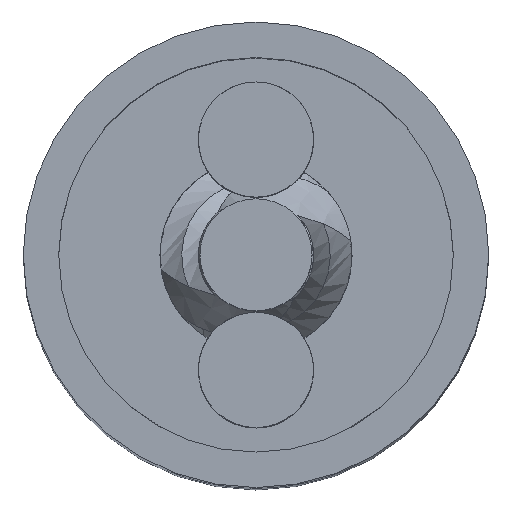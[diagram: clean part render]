
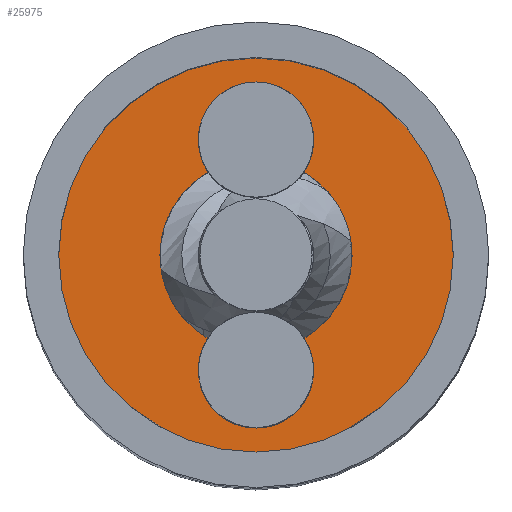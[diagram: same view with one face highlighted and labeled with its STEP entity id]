
A CAD part, top view. The second image highlights one B-rep face of the part: STEP entity #25975.
In plain terms, the highlighted planar face has unit normal (0, 0, 1).
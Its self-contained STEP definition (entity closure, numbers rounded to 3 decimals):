
#25048 = CYLINDRICAL_SURFACE('',#25049,36.5);
#25049 = AXIS2_PLACEMENT_3D('',#25050,#25051,#25052);
#25050 = CARTESIAN_POINT('',(0.,73.,0.));
#25051 = DIRECTION('',(-0.,-0.,-1.));
#25052 = DIRECTION('',(1.,0.,0.));
#25077 = CYLINDRICAL_SURFACE('',#25078,60.833);
#25078 = AXIS2_PLACEMENT_3D('',#25079,#25080,#25081);
#25079 = CARTESIAN_POINT('',(0.,0.,0.));
#25080 = DIRECTION('',(-0.,-0.,-1.));
#25081 = DIRECTION('',(1.,0.,0.));
#25106 = CYLINDRICAL_SURFACE('',#25107,36.5);
#25107 = AXIS2_PLACEMENT_3D('',#25108,#25109,#25110);
#25108 = CARTESIAN_POINT('',(0.,-73.,0.));
#25109 = DIRECTION('',(-0.,-0.,-1.));
#25110 = DIRECTION('',(1.,0.,0.));
#25133 = CYLINDRICAL_SURFACE('',#25134,60.833);
#25134 = AXIS2_PLACEMENT_3D('',#25135,#25136,#25137);
#25135 = CARTESIAN_POINT('',(0.,0.,0.));
#25136 = DIRECTION('',(-0.,-0.,-1.));
#25137 = DIRECTION('',(1.,0.,0.));
#25172 = CYLINDRICAL_SURFACE('',#25173,125.);
#25173 = AXIS2_PLACEMENT_3D('',#25174,#25175,#25176);
#25174 = CARTESIAN_POINT('',(0.,0.,667.));
#25175 = DIRECTION('',(-0.,-0.,-1.));
#25176 = DIRECTION('',(1.,0.,0.));
#25714 = VERTEX_POINT('',#25715);
#25715 = CARTESIAN_POINT('',(30.349,52.722,667.));
#25736 = VERTEX_POINT('',#25737);
#25737 = CARTESIAN_POINT('',(-30.349,52.722,667.));
#25756 = EDGE_CURVE('',#25736,#25714,#25757,.T.);
#25757 = SURFACE_CURVE('',#25758,(#25763,#25770),.PCURVE_S1.);
#25758 = CIRCLE('',#25759,36.5);
#25759 = AXIS2_PLACEMENT_3D('',#25760,#25761,#25762);
#25760 = CARTESIAN_POINT('',(0.,73.,667.));
#25761 = DIRECTION('',(0.,0.,-1.));
#25762 = DIRECTION('',(1.,0.,0.));
#25763 = PCURVE('',#25048,#25764);
#25764 = DEFINITIONAL_REPRESENTATION('',(#25765),#25769);
#25765 = LINE('',#25766,#25767);
#25766 = CARTESIAN_POINT('',(0.,-667.));
#25767 = VECTOR('',#25768,1.);
#25768 = DIRECTION('',(1.,-0.));
#25769 = ( GEOMETRIC_REPRESENTATION_CONTEXT(2) 
PARAMETRIC_REPRESENTATION_CONTEXT() REPRESENTATION_CONTEXT('2D SPACE',''
  ) );
#25770 = PCURVE('',#25771,#25776);
#25771 = PLANE('',#25772);
#25772 = AXIS2_PLACEMENT_3D('',#25773,#25774,#25775);
#25773 = CARTESIAN_POINT('',(0.,0.,667.
    ));
#25774 = DIRECTION('',(0.,0.,1.));
#25775 = DIRECTION('',(1.,0.,-0.));
#25776 = DEFINITIONAL_REPRESENTATION('',(#25777),#25785);
#25777 = ( BOUNDED_CURVE() B_SPLINE_CURVE(2,(#25778,#25779,#25780,#25781
    ,#25782,#25783,#25784),.UNSPECIFIED.,.T.,.F.) 
B_SPLINE_CURVE_WITH_KNOTS((1,2,2,2,2,1),(-2.094,0.,
    2.094,4.189,6.283,8.378),
.UNSPECIFIED.) CURVE() GEOMETRIC_REPRESENTATION_ITEM() 
RATIONAL_B_SPLINE_CURVE((1.,0.5,1.,0.5,1.,0.5,1.)) REPRESENTATION_ITEM(
  '') );
#25778 = CARTESIAN_POINT('',(36.5,73.));
#25779 = CARTESIAN_POINT('',(36.5,9.78));
#25780 = CARTESIAN_POINT('',(-18.25,41.39));
#25781 = CARTESIAN_POINT('',(-73.,73.));
#25782 = CARTESIAN_POINT('',(-18.25,104.61));
#25783 = CARTESIAN_POINT('',(36.5,136.22));
#25784 = CARTESIAN_POINT('',(36.5,73.));
#25785 = ( GEOMETRIC_REPRESENTATION_CONTEXT(2) 
PARAMETRIC_REPRESENTATION_CONTEXT() REPRESENTATION_CONTEXT('2D SPACE',''
  ) );
#25791 = EDGE_CURVE('',#25714,#25792,#25794,.T.);
#25792 = VERTEX_POINT('',#25793);
#25793 = CARTESIAN_POINT('',(30.349,-52.722,667.));
#25794 = SURFACE_CURVE('',#25795,(#25800,#25807),.PCURVE_S1.);
#25795 = CIRCLE('',#25796,60.833);
#25796 = AXIS2_PLACEMENT_3D('',#25797,#25798,#25799);
#25797 = CARTESIAN_POINT('',(0.,0.,667.));
#25798 = DIRECTION('',(0.,0.,-1.));
#25799 = DIRECTION('',(1.,0.,0.));
#25800 = PCURVE('',#25077,#25801);
#25801 = DEFINITIONAL_REPRESENTATION('',(#25802),#25806);
#25802 = LINE('',#25803,#25804);
#25803 = CARTESIAN_POINT('',(-6.283,-667.));
#25804 = VECTOR('',#25805,1.);
#25805 = DIRECTION('',(1.,-0.));
#25806 = ( GEOMETRIC_REPRESENTATION_CONTEXT(2) 
PARAMETRIC_REPRESENTATION_CONTEXT() REPRESENTATION_CONTEXT('2D SPACE',''
  ) );
#25807 = PCURVE('',#25771,#25808);
#25808 = DEFINITIONAL_REPRESENTATION('',(#25809),#25817);
#25809 = ( BOUNDED_CURVE() B_SPLINE_CURVE(2,(#25810,#25811,#25812,#25813
    ,#25814,#25815,#25816),.UNSPECIFIED.,.T.,.F.) 
B_SPLINE_CURVE_WITH_KNOTS((1,2,2,2,2,1),(-2.094,0.,
    2.094,4.189,6.283,8.378),
.UNSPECIFIED.) CURVE() GEOMETRIC_REPRESENTATION_ITEM() 
RATIONAL_B_SPLINE_CURVE((1.,0.5,1.,0.5,1.,0.5,1.)) REPRESENTATION_ITEM(
  '') );
#25810 = CARTESIAN_POINT('',(60.833,0.));
#25811 = CARTESIAN_POINT('',(60.833,-105.366));
#25812 = CARTESIAN_POINT('',(-30.417,-52.683));
#25813 = CARTESIAN_POINT('',(-121.667,0.));
#25814 = CARTESIAN_POINT('',(-30.417,52.683));
#25815 = CARTESIAN_POINT('',(60.833,105.366));
#25816 = CARTESIAN_POINT('',(60.833,0.));
#25817 = ( GEOMETRIC_REPRESENTATION_CONTEXT(2) 
PARAMETRIC_REPRESENTATION_CONTEXT() REPRESENTATION_CONTEXT('2D SPACE',''
  ) );
#25843 = VERTEX_POINT('',#25844);
#25844 = CARTESIAN_POINT('',(-30.349,-52.722,667.));
#25865 = EDGE_CURVE('',#25792,#25843,#25866,.T.);
#25866 = SURFACE_CURVE('',#25867,(#25872,#25879),.PCURVE_S1.);
#25867 = CIRCLE('',#25868,36.5);
#25868 = AXIS2_PLACEMENT_3D('',#25869,#25870,#25871);
#25869 = CARTESIAN_POINT('',(0.,-73.,667.));
#25870 = DIRECTION('',(0.,0.,-1.));
#25871 = DIRECTION('',(1.,0.,0.));
#25872 = PCURVE('',#25106,#25873);
#25873 = DEFINITIONAL_REPRESENTATION('',(#25874),#25878);
#25874 = LINE('',#25875,#25876);
#25875 = CARTESIAN_POINT('',(-6.283,-667.));
#25876 = VECTOR('',#25877,1.);
#25877 = DIRECTION('',(1.,-0.));
#25878 = ( GEOMETRIC_REPRESENTATION_CONTEXT(2) 
PARAMETRIC_REPRESENTATION_CONTEXT() REPRESENTATION_CONTEXT('2D SPACE',''
  ) );
#25879 = PCURVE('',#25771,#25880);
#25880 = DEFINITIONAL_REPRESENTATION('',(#25881),#25889);
#25881 = ( BOUNDED_CURVE() B_SPLINE_CURVE(2,(#25882,#25883,#25884,#25885
    ,#25886,#25887,#25888),.UNSPECIFIED.,.T.,.F.) 
B_SPLINE_CURVE_WITH_KNOTS((1,2,2,2,2,1),(-2.094,0.,
    2.094,4.189,6.283,8.378),
.UNSPECIFIED.) CURVE() GEOMETRIC_REPRESENTATION_ITEM() 
RATIONAL_B_SPLINE_CURVE((1.,0.5,1.,0.5,1.,0.5,1.)) REPRESENTATION_ITEM(
  '') );
#25882 = CARTESIAN_POINT('',(36.5,-73.));
#25883 = CARTESIAN_POINT('',(36.5,-136.22));
#25884 = CARTESIAN_POINT('',(-18.25,-104.61));
#25885 = CARTESIAN_POINT('',(-73.,-73.));
#25886 = CARTESIAN_POINT('',(-18.25,-41.39));
#25887 = CARTESIAN_POINT('',(36.5,-9.78));
#25888 = CARTESIAN_POINT('',(36.5,-73.));
#25889 = ( GEOMETRIC_REPRESENTATION_CONTEXT(2) 
PARAMETRIC_REPRESENTATION_CONTEXT() REPRESENTATION_CONTEXT('2D SPACE',''
  ) );
#25895 = EDGE_CURVE('',#25843,#25736,#25896,.T.);
#25896 = SURFACE_CURVE('',#25897,(#25902,#25909),.PCURVE_S1.);
#25897 = CIRCLE('',#25898,60.833);
#25898 = AXIS2_PLACEMENT_3D('',#25899,#25900,#25901);
#25899 = CARTESIAN_POINT('',(0.,0.,667.));
#25900 = DIRECTION('',(0.,0.,-1.));
#25901 = DIRECTION('',(1.,0.,0.));
#25902 = PCURVE('',#25133,#25903);
#25903 = DEFINITIONAL_REPRESENTATION('',(#25904),#25908);
#25904 = LINE('',#25905,#25906);
#25905 = CARTESIAN_POINT('',(0.,-667.));
#25906 = VECTOR('',#25907,1.);
#25907 = DIRECTION('',(1.,-0.));
#25908 = ( GEOMETRIC_REPRESENTATION_CONTEXT(2) 
PARAMETRIC_REPRESENTATION_CONTEXT() REPRESENTATION_CONTEXT('2D SPACE',''
  ) );
#25909 = PCURVE('',#25771,#25910);
#25910 = DEFINITIONAL_REPRESENTATION('',(#25911),#25919);
#25911 = ( BOUNDED_CURVE() B_SPLINE_CURVE(2,(#25912,#25913,#25914,#25915
    ,#25916,#25917,#25918),.UNSPECIFIED.,.T.,.F.) 
B_SPLINE_CURVE_WITH_KNOTS((1,2,2,2,2,1),(-2.094,0.,
    2.094,4.189,6.283,8.378),
.UNSPECIFIED.) CURVE() GEOMETRIC_REPRESENTATION_ITEM() 
RATIONAL_B_SPLINE_CURVE((1.,0.5,1.,0.5,1.,0.5,1.)) REPRESENTATION_ITEM(
  '') );
#25912 = CARTESIAN_POINT('',(60.833,0.));
#25913 = CARTESIAN_POINT('',(60.833,-105.366));
#25914 = CARTESIAN_POINT('',(-30.417,-52.683));
#25915 = CARTESIAN_POINT('',(-121.667,0.));
#25916 = CARTESIAN_POINT('',(-30.417,52.683));
#25917 = CARTESIAN_POINT('',(60.833,105.366));
#25918 = CARTESIAN_POINT('',(60.833,0.));
#25919 = ( GEOMETRIC_REPRESENTATION_CONTEXT(2) 
PARAMETRIC_REPRESENTATION_CONTEXT() REPRESENTATION_CONTEXT('2D SPACE',''
  ) );
#25928 = VERTEX_POINT('',#25929);
#25929 = CARTESIAN_POINT('',(125.,0.,667.));
#25950 = EDGE_CURVE('',#25928,#25928,#25951,.T.);
#25951 = SURFACE_CURVE('',#25952,(#25957,#25964),.PCURVE_S1.);
#25952 = CIRCLE('',#25953,125.);
#25953 = AXIS2_PLACEMENT_3D('',#25954,#25955,#25956);
#25954 = CARTESIAN_POINT('',(0.,0.,667.));
#25955 = DIRECTION('',(0.,0.,1.));
#25956 = DIRECTION('',(1.,0.,-0.));
#25957 = PCURVE('',#25172,#25958);
#25958 = DEFINITIONAL_REPRESENTATION('',(#25959),#25963);
#25959 = LINE('',#25960,#25961);
#25960 = CARTESIAN_POINT('',(6.283,0.));
#25961 = VECTOR('',#25962,1.);
#25962 = DIRECTION('',(-1.,0.));
#25963 = ( GEOMETRIC_REPRESENTATION_CONTEXT(2) 
PARAMETRIC_REPRESENTATION_CONTEXT() REPRESENTATION_CONTEXT('2D SPACE',''
  ) );
#25964 = PCURVE('',#25771,#25965);
#25965 = DEFINITIONAL_REPRESENTATION('',(#25966),#25970);
#25966 = CIRCLE('',#25967,125.);
#25967 = AXIS2_PLACEMENT_2D('',#25968,#25969);
#25968 = CARTESIAN_POINT('',(0.,0.));
#25969 = DIRECTION('',(1.,0.));
#25970 = ( GEOMETRIC_REPRESENTATION_CONTEXT(2) 
PARAMETRIC_REPRESENTATION_CONTEXT() REPRESENTATION_CONTEXT('2D SPACE',''
  ) );
#25975 = ADVANCED_FACE('',(#25976,#25979),#25771,.T.);
#25976 = FACE_BOUND('',#25977,.T.);
#25977 = EDGE_LOOP('',(#25978));
#25978 = ORIENTED_EDGE('',*,*,#25950,.T.);
#25979 = FACE_BOUND('',#25980,.T.);
#25980 = EDGE_LOOP('',(#25981,#25982,#25983,#25984));
#25981 = ORIENTED_EDGE('',*,*,#25895,.T.);
#25982 = ORIENTED_EDGE('',*,*,#25756,.T.);
#25983 = ORIENTED_EDGE('',*,*,#25791,.T.);
#25984 = ORIENTED_EDGE('',*,*,#25865,.T.);
